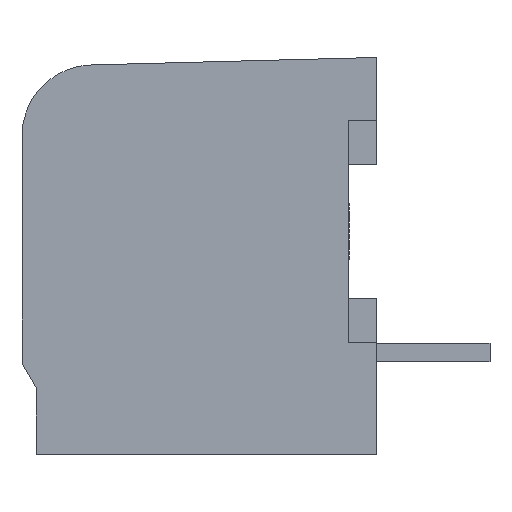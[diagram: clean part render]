
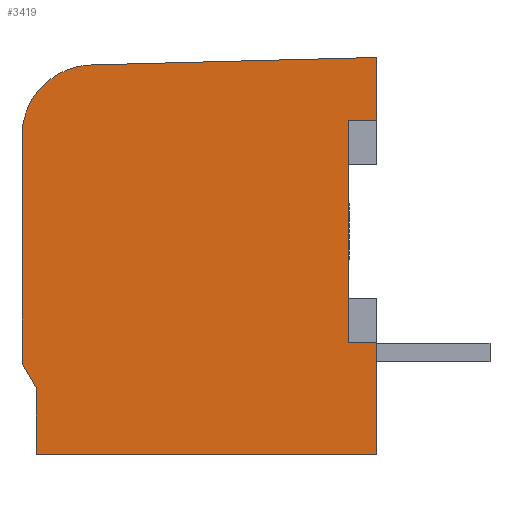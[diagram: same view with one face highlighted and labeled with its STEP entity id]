
A CAD part, left-side view. The second image highlights one B-rep face of the part: STEP entity #3419.
In plain terms, the highlighted planar face has unit normal (-1, 0, 0).
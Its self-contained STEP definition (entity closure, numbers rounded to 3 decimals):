
#134=DIRECTION('',(0.,1.,0.));
#135=VECTOR('',#134,1.27);
#136=CARTESIAN_POINT('',(-15.062,-7.112,-12.751));
#137=LINE('',#136,#135);
#138=DIRECTION('',(0.,0.,-1.));
#139=VECTOR('',#138,5.029);
#140=CARTESIAN_POINT('',(-15.062,-7.112,-12.751));
#141=LINE('',#140,#139);
#142=DIRECTION('',(0.,1.,0.));
#143=VECTOR('',#142,15.24);
#144=CARTESIAN_POINT('',(-15.062,-7.112,-17.78));
#145=LINE('',#144,#143);
#146=DIRECTION('',(0.,0.,1.));
#147=VECTOR('',#146,2.997);
#148=CARTESIAN_POINT('',(-15.062,8.128,-17.78));
#149=LINE('',#148,#147);
#150=DIRECTION('',(0.,0.5,0.866));
#151=VECTOR('',#150,1.27);
#152=CARTESIAN_POINT('',(-15.062,8.128,-14.783));
#153=LINE('',#152,#151);
#154=DIRECTION('',(0.,0.,1.));
#155=VECTOR('',#154,10.174);
#156=CARTESIAN_POINT('',(-15.062,8.763,-13.683));
#157=LINE('',#156,#155);
#158=CARTESIAN_POINT('',(-15.062,5.588,-3.509));
#159=DIRECTION('',(1.,0.,0.));
#160=DIRECTION('',(0.,1.,0.));
#161=AXIS2_PLACEMENT_3D('',#158,#159,#160);
#163=DIRECTION('',(0.,-1.,0.026));
#164=VECTOR('',#163,12.787);
#165=CARTESIAN_POINT('',(-15.062,5.671,-0.335));
#166=LINE('',#165,#164);
#167=DIRECTION('',(0.,0.,-1.));
#168=VECTOR('',#167,2.845);
#169=CARTESIAN_POINT('',(-15.062,-7.112,0.));
#170=LINE('',#169,#168);
#171=DIRECTION('',(0.,1.,0.));
#172=VECTOR('',#171,1.27);
#173=CARTESIAN_POINT('',(-15.062,-7.112,-2.845));
#174=LINE('',#173,#172);
#199=DIRECTION('',(0.,0.,1.));
#200=VECTOR('',#199,9.906);
#201=CARTESIAN_POINT('',(-15.062,-5.842,-12.751));
#202=LINE('',#201,#200);
#2602=CARTESIAN_POINT('',(-15.062,8.763,-13.683));
#2603=CARTESIAN_POINT('',(-15.062,8.763,-3.509));
#2604=VERTEX_POINT('',#2602);
#2605=VERTEX_POINT('',#2603);
#2606=CARTESIAN_POINT('',(-15.062,8.128,-14.783));
#2607=VERTEX_POINT('',#2606);
#2608=CARTESIAN_POINT('',(-15.062,8.128,-17.78));
#2609=VERTEX_POINT('',#2608);
#2610=CARTESIAN_POINT('',(-15.062,-7.112,-17.78));
#2611=VERTEX_POINT('',#2610);
#2624=CARTESIAN_POINT('',(-15.062,5.671,-0.335));
#2625=VERTEX_POINT('',#2624);
#2704=CARTESIAN_POINT('',(-15.062,-7.112,-2.845));
#2705=CARTESIAN_POINT('',(-15.062,-5.842,-2.845));
#2706=VERTEX_POINT('',#2704);
#2707=VERTEX_POINT('',#2705);
#2708=CARTESIAN_POINT('',(-15.062,-7.112,-12.751));
#2709=CARTESIAN_POINT('',(-15.062,-5.842,-12.751));
#2710=VERTEX_POINT('',#2708);
#2711=VERTEX_POINT('',#2709);
#2720=CARTESIAN_POINT('',(-15.062,-7.112,0.));
#2721=VERTEX_POINT('',#2720);
#3390=CARTESIAN_POINT('',(-15.062,0.,0.));
#3391=DIRECTION('',(1.,0.,0.));
#3392=DIRECTION('',(0.,0.,-1.));
#3393=AXIS2_PLACEMENT_3D('',#3390,#3391,#3392);
#3394=PLANE('',#3393);
#3396=ORIENTED_EDGE('',*,*,#3395,.F.);
#3398=ORIENTED_EDGE('',*,*,#3397,.F.);
#3400=ORIENTED_EDGE('',*,*,#3399,.T.);
#3402=ORIENTED_EDGE('',*,*,#3401,.T.);
#3404=ORIENTED_EDGE('',*,*,#3403,.T.);
#3406=ORIENTED_EDGE('',*,*,#3405,.T.);
#3408=ORIENTED_EDGE('',*,*,#3407,.T.);
#3410=ORIENTED_EDGE('',*,*,#3409,.T.);
#3412=ORIENTED_EDGE('',*,*,#3411,.T.);
#3414=ORIENTED_EDGE('',*,*,#3413,.T.);
#3416=ORIENTED_EDGE('',*,*,#3415,.T.);
#3417=EDGE_LOOP('',(#3396,#3398,#3400,#3402,#3404,#3406,#3408,#3410,#3412,#3414,
#3416));
#3418=FACE_OUTER_BOUND('',#3417,.F.);
#162=CIRCLE('',#161,3.175);
#3395=EDGE_CURVE('',#2711,#2707,#202,.T.);
#3397=EDGE_CURVE('',#2710,#2711,#137,.T.);
#3399=EDGE_CURVE('',#2710,#2611,#141,.T.);
#3401=EDGE_CURVE('',#2611,#2609,#145,.T.);
#3403=EDGE_CURVE('',#2609,#2607,#149,.T.);
#3405=EDGE_CURVE('',#2607,#2604,#153,.T.);
#3407=EDGE_CURVE('',#2604,#2605,#157,.T.);
#3409=EDGE_CURVE('',#2605,#2625,#162,.T.);
#3411=EDGE_CURVE('',#2625,#2721,#166,.T.);
#3413=EDGE_CURVE('',#2721,#2706,#170,.T.);
#3415=EDGE_CURVE('',#2706,#2707,#174,.T.);
#3419=ADVANCED_FACE('',(#3418),#3394,.F.);
